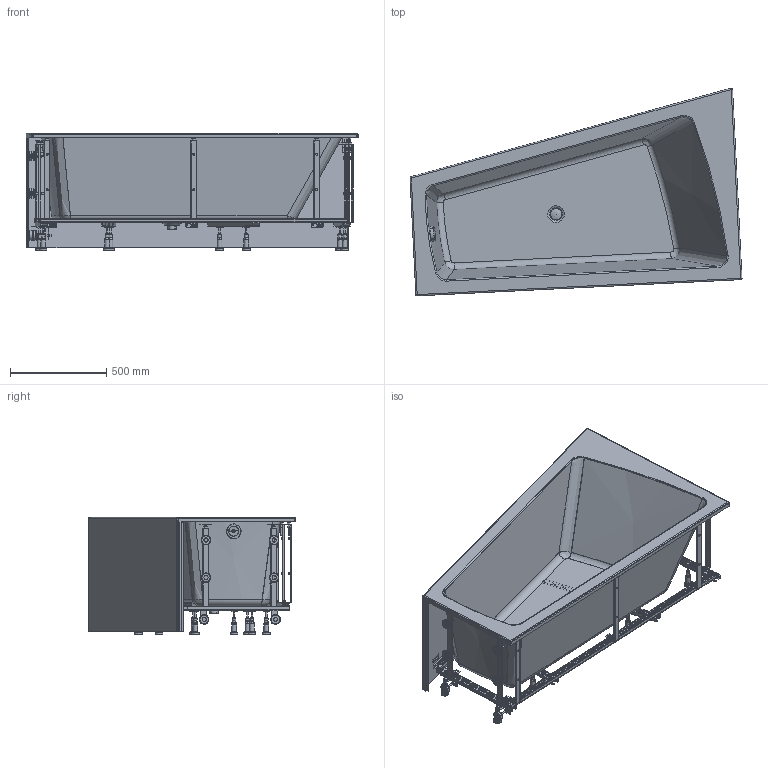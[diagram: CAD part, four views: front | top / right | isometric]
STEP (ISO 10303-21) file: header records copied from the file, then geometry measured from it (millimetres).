
FILE_DESCRIPTION((''),'2;1');
FILE_NAME('700264.stp','2011-05-29T22:15:36',('Administrator'),(''),'Autodesk Inventor 2011','Autodesk Inventor 2011','');
FILE_SCHEMA(('AUTOMOTIVE_DESIGN { 1 0 10303 214 1 1 1 1 }'));
Length unit declared in the file: millimetre
Products named in the file (22): 700264; Alu-Schiene; 3 Stellfuesse lang; Stellfuss 130; 2 Stellfuesse; Connecting bar small; 405 mit Magnet; Strebe 405 ohne Magnete; Paiova 1700x1000 Ecke links; C-Profil; 910; 800; 530; 270; 260; 430; Product7; Magnet mir Kugelkopf; Winkel 70x70x32; Drehgriff-eoos; Kelch; Stopfen
Assembly tree (36 placements, depth 3):
  700264
    Alu-Schiene
    3 Stellfuesse lang
      Stellfuss 130  x2
    2 Stellfuesse
      Stellfuss 130  x2
    Stellfuss 130  x4
    Connecting bar small  x3
    405 mit Magnet  x2
    Strebe 405 ohne Magnete  x3
    Paiova 1700x1000 Ecke links
    C-Profil
    910
    800
    530
    270
    260
    430  x3
    Product7  x2
      Magnet mir Kugelkopf
      Winkel 70x70x32
    Drehgriff-eoos
    Kelch
    Stopfen
Bounding box: 1728.25 x 1081.32 x 614 mm (x, y, z)
Volume: 21506671 mm3; surface area: 9485202.4 mm2
Topology: 52 solids, 60 shells, 2056 faces, 5072 edges, 3302 vertices
Faces by surface type: plane 1309, cylinder 611, bspline 93, cone 29, torus 10, sphere 4
Full cylindrical faces by diameter (mm): 6 x22, 6.647 x2, 8 x67, 8.3 x8, 8.5 x8, 9.2 x1, 10 x4, 10.5 x2, 11 x24, 12 x13, 13 x9, 14.5 x2, 16 x15, 19 x8, 20 x10, 21 x2, 22 x4, 25 x8, 30 x8, 35 x8, 36 x8, 40 x8, 42 x1, 44 x7, 45 x6, 49 x2, 50 x4, 52 x2, 60 x1
Entity records: 42903 total; most frequent: CARTESIAN_POINT 12542, DIRECTION 6161, ORIENTED_EDGE 5988, EDGE_CURVE 2994, AXIS2_PLACEMENT_3D 2085, VERTEX_POINT 2010, VECTOR 1991, LINE 1991
